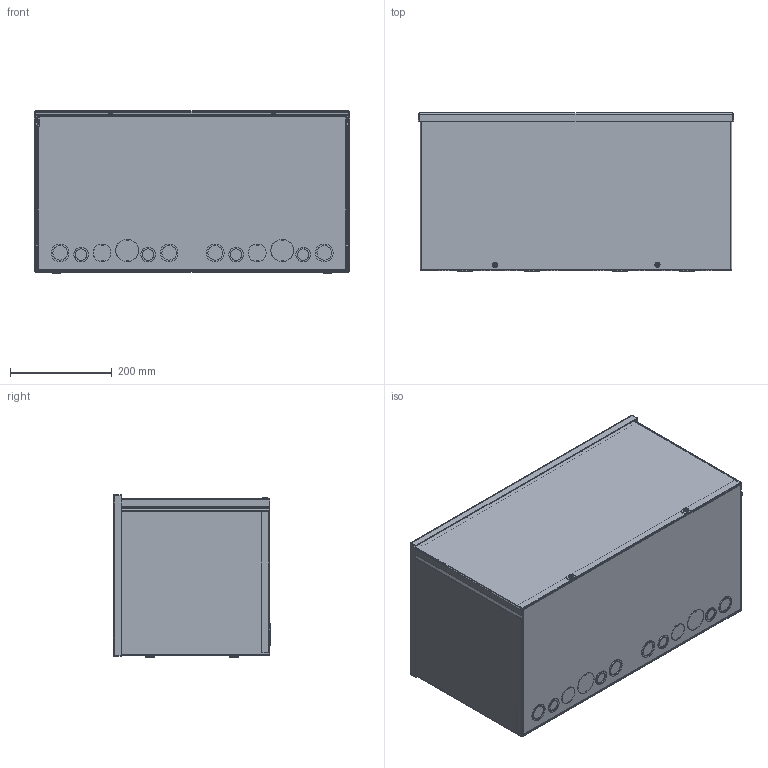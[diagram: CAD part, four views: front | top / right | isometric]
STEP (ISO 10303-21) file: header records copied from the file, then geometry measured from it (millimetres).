
FILE_DESCRIPTION(/* description */ ('RSCG, NEMA 3R, GALV, BLR, 12X12X24'),/* implementation_level */ '2;1');
FILE_NAME(/* name */ 'RSCG121224G.stp',/* time_stamp */ '2015-06-22T21:55:58+05:00',/* author */ ('vdas'),/* organization */ (''),/* preprocessor_version */ 'ST-DEVELOPER v15.2',/* originating_system */ 'Autodesk Inventor 2014',/* authorisation */ '');
FILE_SCHEMA (('AUTOMOTIVE_DESIGN { 1 0 10303 214 3 1 1 }'));
Length unit declared in the file: inch
Products named in the file (8): RSCG121224GBLR; RSCG1224GBTM; RSCG1224GCAP; RSCG24GSTRAP-14GA; RSCG1224GLID; 31813; HFW372196; RSCG121224G
Bounding box: 619.12 x 310.15 x 318.8 mm (x, y, z)
Volume: 1928347.3 mm3; surface area: 2079031.3 mm2
Topology: 16 solids, 18 shells, 902 faces, 2240 edges, 1380 vertices
Faces by surface type: plane 432, cylinder 288, torus 76, bspline 70, cone 36
Full cylindrical faces by diameter (mm): 3.68 x4, 4.826 x32, 6.35 x4, 7.144 x4, 7.925 x2, 10.516 x2
Entity records: 29676 total; most frequent: CARTESIAN_POINT 10023, ORIENTED_EDGE 3952, DIRECTION 3798, EDGE_CURVE 1928, AXIS2_PLACEMENT_3D 1355, VERTEX_POINT 1219, LINE 1088, VECTOR 1088
